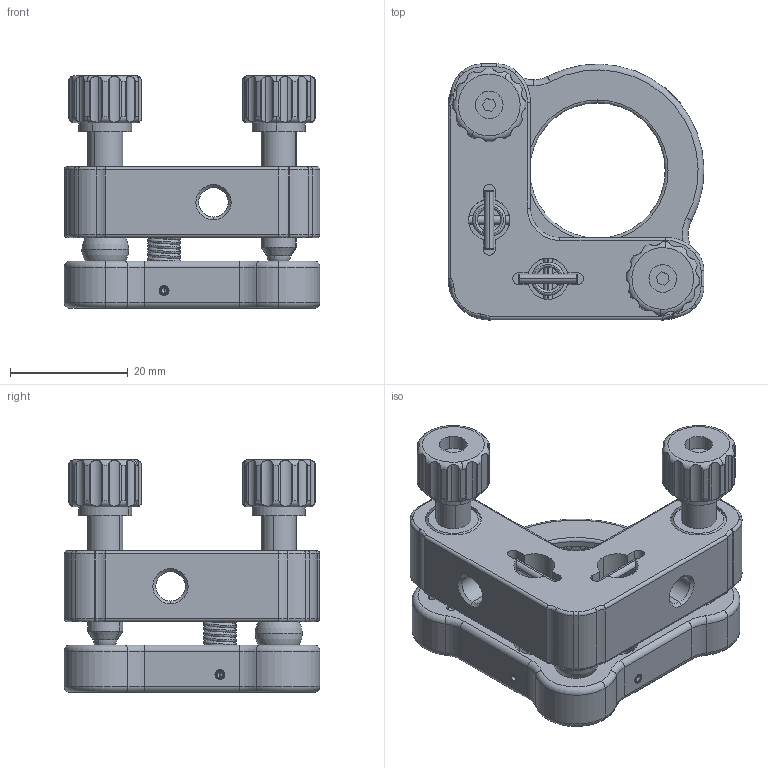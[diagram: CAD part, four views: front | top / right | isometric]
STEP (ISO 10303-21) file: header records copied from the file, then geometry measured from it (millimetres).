
FILE_DESCRIPTION (( 'STEP AP203' ), '1' );
FILE_NAME ('15866.step', '2020-11-24T12:59:10', ( '' ), ( '' ), 'SwSTEP 2.0', 'SolidWorks 2018', '' );
FILE_SCHEMA (( 'CONFIG_CONTROL_DESIGN' ));
Length unit declared in the file: centimetre
Products named in the file (1): 15866
Bounding box: 43.5 x 43.5 x 39.5 mm (x, y, z)
Volume: 20955.5 mm3; surface area: 15759.4 mm2
Topology: 23 solids, 23 shells, 613 faces, 1512 edges, 932 vertices
Faces by surface type: cylinder 305, plane 128, torus 110, cone 46, bspline 16, sphere 8
Entity records: 27092 total; most frequent: CARTESIAN_POINT 12706, DIRECTION 3097, ORIENTED_EDGE 2950, EDGE_CURVE 1475, AXIS2_PLACEMENT_3D 1276, VERTEX_POINT 921, CIRCLE 678, EDGE_LOOP 666
